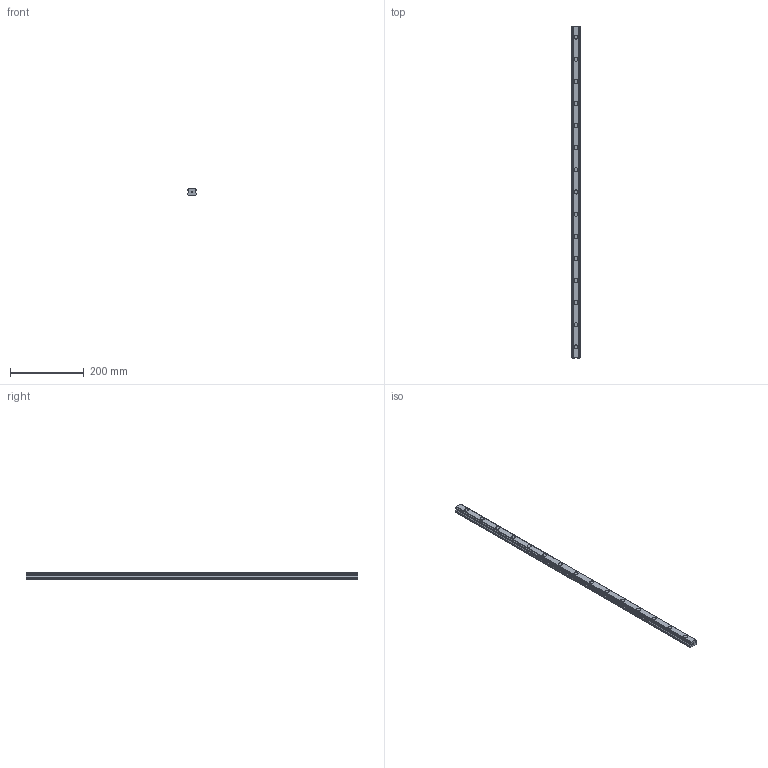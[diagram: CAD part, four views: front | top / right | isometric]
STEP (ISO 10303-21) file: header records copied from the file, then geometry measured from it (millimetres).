
FILE_DESCRIPTION(('STEP AP214'),'1');
FILE_NAME('cctmp_B0352AF3-0D5A-4635-9737-0F10D90B7827_2021_02_09_17_20_54_0711..stp','2021-02-09T16:20:54',('HIWIN GmbH'),('CADClick - www.CADClick.com'),'Spatial InterOp 3D',' ','unknown authorization');
FILE_SCHEMA(('AUTOMOTIVE_DESIGN'));
Length unit declared in the file: millimetre
Products named in the file (1): EGR25R900C_FILE
Bounding box: 23 x 900 x 18 mm (x, y, z)
Volume: 309545.4 mm3; surface area: 84135.7 mm2
Topology: 1 solids, 1 shells, 285 faces, 747 edges, 498 vertices
Faces by surface type: plane 175, cylinder 110
Entity records: 11225 total; most frequent: DIRECTION 1659, CARTESIAN_POINT 1531, ORIENTED_EDGE 1494, EDGE_CURVE 747, AXIS2_PLACEMENT_3D 626, VERTEX_POINT 498, LINE 407, VECTOR 407
